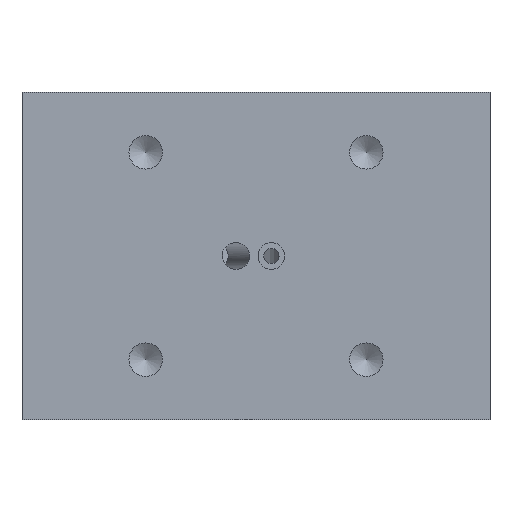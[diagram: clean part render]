
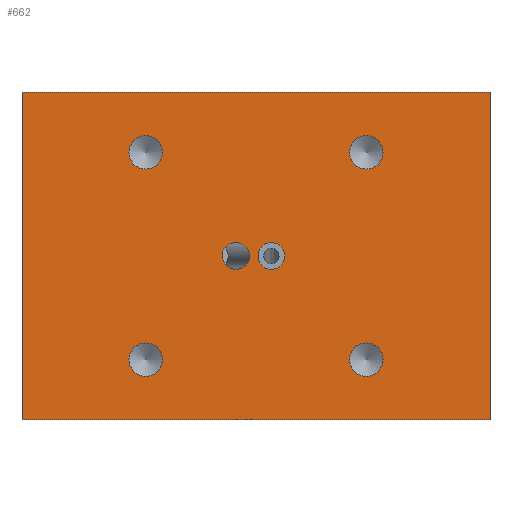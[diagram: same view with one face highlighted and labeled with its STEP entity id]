
A CAD part, front view. The second image highlights one B-rep face of the part: STEP entity #662.
In plain terms, the highlighted planar face has unit normal (0, -1, 0).
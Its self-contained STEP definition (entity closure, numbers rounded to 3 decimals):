
#27=LINE('',#1200,#39);
#28=LINE('',#1202,#40);
#29=LINE('',#1204,#41);
#30=LINE('',#1205,#42);
#39=VECTOR('',#876,49.);
#40=VECTOR('',#877,70.);
#41=VECTOR('',#878,49.);
#42=VECTOR('',#879,70.);
#50=ELLIPSE('',#705,2.051,2.);
#99=FACE_BOUND('',#231,.T.);
#100=FACE_BOUND('',#232,.T.);
#101=FACE_BOUND('',#233,.T.);
#102=FACE_BOUND('',#234,.T.);
#103=FACE_BOUND('',#235,.T.);
#104=FACE_BOUND('',#236,.T.);
#160=FACE_OUTER_BOUND('',#230,.T.);
#230=EDGE_LOOP('',(#535,#536,#537,#538));
#231=EDGE_LOOP('',(#539));
#232=EDGE_LOOP('',(#540));
#233=EDGE_LOOP('',(#541));
#234=EDGE_LOOP('',(#542));
#235=EDGE_LOOP('',(#543));
#236=EDGE_LOOP('',(#544));
#326=CIRCLE('',#721,2.);
#333=CIRCLE('',#734,2.5);
#334=CIRCLE('',#735,2.5);
#335=CIRCLE('',#736,2.5);
#336=CIRCLE('',#737,2.5);
#369=VERTEX_POINT('',#1031);
#385=VERTEX_POINT('',#1143);
#393=VERTEX_POINT('',#1198);
#394=VERTEX_POINT('',#1199);
#395=VERTEX_POINT('',#1201);
#396=VERTEX_POINT('',#1203);
#397=VERTEX_POINT('',#1206);
#398=VERTEX_POINT('',#1208);
#399=VERTEX_POINT('',#1210);
#400=VERTEX_POINT('',#1212);
#433=EDGE_CURVE('',#369,#369,#50,.T.);
#449=EDGE_CURVE('',#385,#385,#326,.T.);
#457=EDGE_CURVE('',#393,#394,#27,.T.);
#458=EDGE_CURVE('',#395,#393,#28,.T.);
#459=EDGE_CURVE('',#396,#395,#29,.T.);
#460=EDGE_CURVE('',#394,#396,#30,.T.);
#461=EDGE_CURVE('',#397,#397,#333,.T.);
#462=EDGE_CURVE('',#398,#398,#334,.T.);
#463=EDGE_CURVE('',#399,#399,#335,.T.);
#464=EDGE_CURVE('',#400,#400,#336,.T.);
#535=ORIENTED_EDGE('',*,*,#457,.F.);
#536=ORIENTED_EDGE('',*,*,#458,.F.);
#537=ORIENTED_EDGE('',*,*,#459,.F.);
#538=ORIENTED_EDGE('',*,*,#460,.F.);
#539=ORIENTED_EDGE('',*,*,#433,.T.);
#540=ORIENTED_EDGE('',*,*,#449,.T.);
#541=ORIENTED_EDGE('',*,*,#461,.T.);
#542=ORIENTED_EDGE('',*,*,#462,.T.);
#543=ORIENTED_EDGE('',*,*,#463,.T.);
#544=ORIENTED_EDGE('',*,*,#464,.T.);
#639=PLANE('',#733);
#662=ADVANCED_FACE('',(#160,#99,#100,#101,#102,#103,#104),#639,.F.);
#705=AXIS2_PLACEMENT_3D('',#1032,#814,#815);
#721=AXIS2_PLACEMENT_3D('',#1144,#850,#851);
#733=AXIS2_PLACEMENT_3D('',#1197,#874,#875);
#734=AXIS2_PLACEMENT_3D('',#1207,#880,#881);
#735=AXIS2_PLACEMENT_3D('',#1209,#882,#883);
#736=AXIS2_PLACEMENT_3D('',#1211,#884,#885);
#737=AXIS2_PLACEMENT_3D('',#1213,#886,#887);
#814=DIRECTION('center_axis',(0.,1.,0.));
#815=DIRECTION('ref_axis',(1.,0.,0.));
#850=DIRECTION('center_axis',(0.,1.,0.));
#851=DIRECTION('ref_axis',(1.,0.,0.));
#874=DIRECTION('center_axis',(0.,1.,0.));
#875=DIRECTION('ref_axis',(0.,0.,1.));
#876=DIRECTION('',(0.,0.,-1.));
#877=DIRECTION('',(1.,0.,0.));
#878=DIRECTION('',(0.,0.,1.));
#879=DIRECTION('',(-1.,0.,0.));
#880=DIRECTION('center_axis',(0.,1.,0.));
#881=DIRECTION('ref_axis',(1.,0.,0.));
#882=DIRECTION('center_axis',(0.,1.,0.));
#883=DIRECTION('ref_axis',(1.,0.,0.));
#884=DIRECTION('center_axis',(0.,1.,0.));
#885=DIRECTION('ref_axis',(1.,0.,0.));
#886=DIRECTION('center_axis',(0.,1.,0.));
#887=DIRECTION('ref_axis',(1.,0.,0.));
#1031=CARTESIAN_POINT('',(-40.051,0.,-24.5));
#1032=CARTESIAN_POINT('Origin',(-38.,0.,-24.5));
#1143=CARTESIAN_POINT('',(-30.7,0.,-24.5));
#1144=CARTESIAN_POINT('Origin',(-32.7,0.,-24.5));
#1197=CARTESIAN_POINT('Origin',(-35.,0.,-24.5));
#1198=CARTESIAN_POINT('',(0.,0.,0.));
#1199=CARTESIAN_POINT('',(0.,0.,-49.));
#1200=CARTESIAN_POINT('',(0.,0.,0.));
#1201=CARTESIAN_POINT('',(-70.,0.,0.));
#1202=CARTESIAN_POINT('',(-70.,0.,0.));
#1203=CARTESIAN_POINT('',(-70.,0.,-49.));
#1204=CARTESIAN_POINT('',(-70.,0.,-49.));
#1205=CARTESIAN_POINT('',(0.,0.,-49.));
#1206=CARTESIAN_POINT('',(-16.,0.,-9.));
#1207=CARTESIAN_POINT('Origin',(-18.5,0.,-9.));
#1208=CARTESIAN_POINT('',(-49.,0.,-40.));
#1209=CARTESIAN_POINT('Origin',(-51.5,0.,-40.));
#1210=CARTESIAN_POINT('',(-16.,0.,-40.));
#1211=CARTESIAN_POINT('Origin',(-18.5,0.,-40.));
#1212=CARTESIAN_POINT('',(-49.,0.,-9.));
#1213=CARTESIAN_POINT('Origin',(-51.5,0.,-9.));
